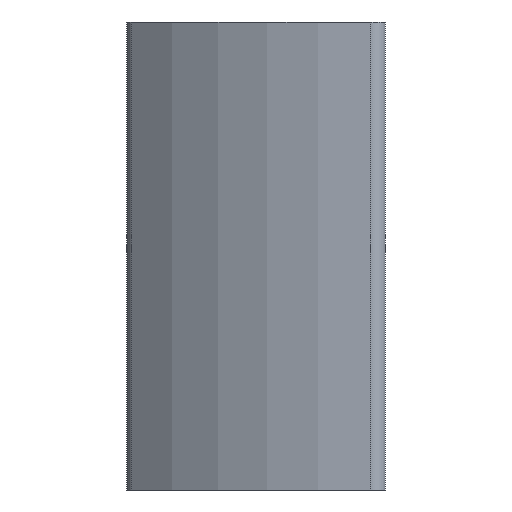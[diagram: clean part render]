
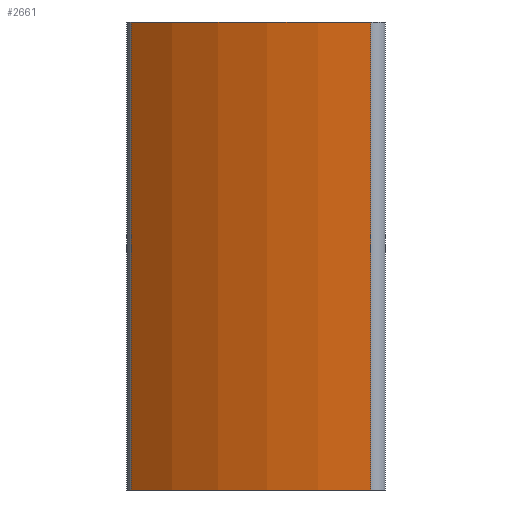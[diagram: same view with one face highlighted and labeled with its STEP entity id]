
A CAD part, left-side view. The second image highlights one B-rep face of the part: STEP entity #2661.
In plain terms, the highlighted cylindrical face has radius 80 mm (diameter 160 mm), a partial arc.
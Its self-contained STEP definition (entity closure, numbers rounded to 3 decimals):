
#215=FACE_OUTER_BOUND('',#359,.T.);
#359=EDGE_LOOP('',(#2445,#2446,#2447,#2448));
#568=LINE('',#4480,#812);
#573=LINE('',#4490,#817);
#812=VECTOR('',#3638,100.);
#817=VECTOR('',#3653,100.);
#923=CIRCLE('',#2773,80.);
#951=CIRCLE('',#2804,80.);
#1132=VERTEX_POINT('',#4094);
#1133=VERTEX_POINT('',#4096);
#1176=VERTEX_POINT('',#4191);
#1177=VERTEX_POINT('',#4193);
#1425=EDGE_CURVE('',#1132,#1133,#923,.T.);
#1475=EDGE_CURVE('',#1177,#1176,#951,.T.);
#1624=EDGE_CURVE('',#1177,#1132,#568,.T.);
#1629=EDGE_CURVE('',#1133,#1176,#573,.T.);
#2445=ORIENTED_EDGE('',*,*,#1624,.F.);
#2446=ORIENTED_EDGE('',*,*,#1475,.T.);
#2447=ORIENTED_EDGE('',*,*,#1629,.F.);
#2448=ORIENTED_EDGE('',*,*,#1425,.F.);
#2528=CYLINDRICAL_SURFACE('',#2949,80.);
#2661=ADVANCED_FACE('',(#215),#2528,.T.);
#2773=AXIS2_PLACEMENT_3D('',#4097,#3255,#3256);
#2804=AXIS2_PLACEMENT_3D('',#4194,#3339,#3340);
#2949=AXIS2_PLACEMENT_3D('',#4562,#3765,#3766);
#3255=DIRECTION('center_axis',(0.,0.,1.));
#3256=DIRECTION('ref_axis',(-0.707,0.707,0.));
#3339=DIRECTION('center_axis',(0.,0.,1.));
#3340=DIRECTION('ref_axis',(-0.707,0.707,0.));
#3638=DIRECTION('',(0.,0.,1.));
#3653=DIRECTION('',(0.,0.,-1.));
#3765=DIRECTION('center_axis',(0.,0.,1.));
#3766=DIRECTION('ref_axis',(-0.707,0.707,0.));
#4094=CARTESIAN_POINT('',(-58.73,54.322,100.));
#4096=CARTESIAN_POINT('',(-79.939,3.117,100.));
#4097=CARTESIAN_POINT('Origin',(0.,0.,100.));
#4191=CARTESIAN_POINT('',(-79.939,3.117,0.));
#4193=CARTESIAN_POINT('',(-58.73,54.322,0.));
#4194=CARTESIAN_POINT('Origin',(0.,0.,0.));
#4480=CARTESIAN_POINT('',(-58.73,54.322,0.));
#4490=CARTESIAN_POINT('',(-79.939,3.117,0.));
#4562=CARTESIAN_POINT('Origin',(0.,0.,0.));
